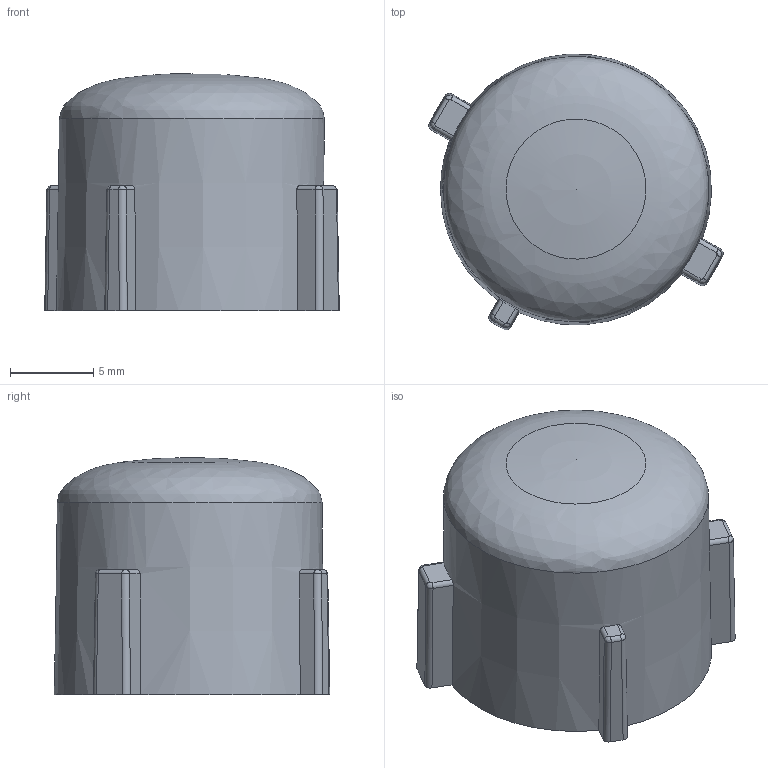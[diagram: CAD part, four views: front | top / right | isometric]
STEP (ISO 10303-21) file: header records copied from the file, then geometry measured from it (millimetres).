
FILE_DESCRIPTION(/* description */ (''),/* implementation_level */ '2;1');
FILE_NAME(/* name */ 'A Button Bald.step',/* time_stamp */ '2024-08-25T21:12:34-07:00',/* author */ (''),/* organization */ (''),/* preprocessor_version */ 'ST-DEVELOPER v20',/* originating_system */ 'Autodesk Translation Framework v13.14.0.145',/* authorisation */ '');
FILE_SCHEMA (('AUTOMOTIVE_DESIGN { 1 0 10303 214 3 1 1 }'));
Length unit declared in the file: metre
Products named in the file (1): A Button Bald
Bounding box: 17.71 x 16.57 x 14.25 mm (x, y, z)
Volume: 984.4 mm3; surface area: 2117.2 mm2
Topology: 1 solids, 1 shells, 72 faces, 197 edges, 127 vertices
Faces by surface type: plane 30, cylinder 23, bspline 11, cone 5, sphere 3
Entity records: 3537 total; most frequent: CARTESIAN_POINT 1818, ORIENTED_EDGE 390, DIRECTION 300, EDGE_CURVE 195, VERTEX_POINT 127, AXIS2_PLACEMENT_3D 114, EDGE_LOOP 74, LINE 72
